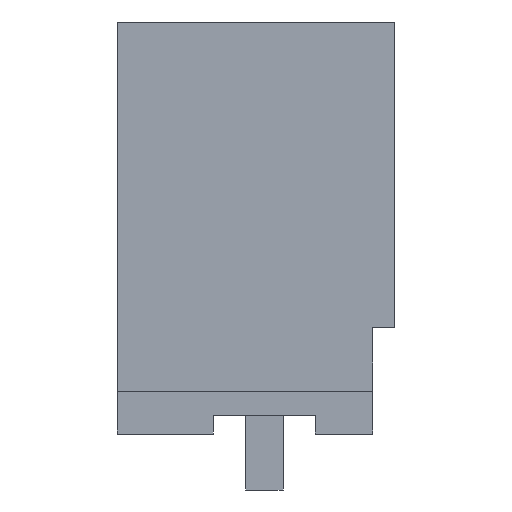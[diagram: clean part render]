
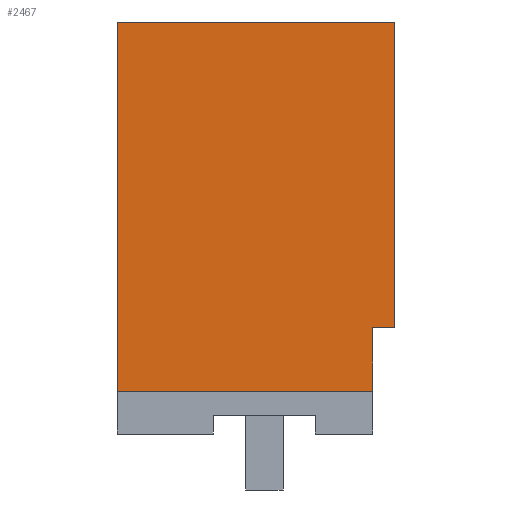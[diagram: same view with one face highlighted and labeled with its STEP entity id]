
A CAD part, left-side view. The second image highlights one B-rep face of the part: STEP entity #2467.
In plain terms, the highlighted planar face has unit normal (-1, 0, 0).
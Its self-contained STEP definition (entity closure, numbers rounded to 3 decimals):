
#2438=AXIS2_PLACEMENT_3D('Plane Axis2P3D',#2435,#2436,#2437) ;
#234=CARTESIAN_POINT('Vertex',(0.,7.45,2.65)) ;
#237=CARTESIAN_POINT('Line Origine',(0.,7.45,7.6)) ;
#241=CARTESIAN_POINT('Vertex',(0.,7.45,12.55)) ;
#1791=CARTESIAN_POINT('Vertex',(0.,0.6,4.35)) ;
#1794=CARTESIAN_POINT('Line Origine',(0.,0.6,3.5)) ;
#1798=CARTESIAN_POINT('Vertex',(0.,0.6,2.65)) ;
#2164=CARTESIAN_POINT('Line Origine',(0.,4.025,2.65)) ;
#2435=CARTESIAN_POINT('Axis2P3D Location',(0.,7.45,12.55)) ;
#2440=CARTESIAN_POINT('Line Origine',(0.,0.,8.45)) ;
#2444=CARTESIAN_POINT('Vertex',(0.,0.,12.55)) ;
#2446=CARTESIAN_POINT('Vertex',(0.,0.,4.35)) ;
#2449=CARTESIAN_POINT('Line Origine',(0.,3.725,12.55)) ;
#2454=CARTESIAN_POINT('Line Origine',(0.,0.3,4.35)) ;
#238=DIRECTION('Vector Direction',(0.,0.,-1.)) ;
#1795=DIRECTION('Vector Direction',(0.,0.,1.)) ;
#2165=DIRECTION('Vector Direction',(0.,-1.,0.)) ;
#2436=DIRECTION('Axis2P3D Direction',(-1.,0.,0.)) ;
#2437=DIRECTION('Axis2P3D XDirection',(0.,0.,1.)) ;
#2441=DIRECTION('Vector Direction',(0.,0.,-1.)) ;
#2450=DIRECTION('Vector Direction',(0.,-1.,0.)) ;
#2455=DIRECTION('Vector Direction',(0.,1.,0.)) ;
#239=VECTOR('Line Direction',#238,1.) ;
#1796=VECTOR('Line Direction',#1795,1.) ;
#2166=VECTOR('Line Direction',#2165,1.) ;
#2442=VECTOR('Line Direction',#2441,1.) ;
#2451=VECTOR('Line Direction',#2450,1.) ;
#2456=VECTOR('Line Direction',#2455,1.) ;
#2460=ORIENTED_EDGE('',*,*,#2448,.F.) ;
#2461=ORIENTED_EDGE('',*,*,#2453,.F.) ;
#2462=ORIENTED_EDGE('',*,*,#243,.T.) ;
#2463=ORIENTED_EDGE('',*,*,#2168,.T.) ;
#2464=ORIENTED_EDGE('',*,*,#1800,.T.) ;
#2465=ORIENTED_EDGE('',*,*,#2458,.F.) ;
#2467=ADVANCED_FACE('HOUSING',(#2466),#2439,.T.) ;
#243=EDGE_CURVE('',#242,#235,#240,.T.) ;
#1800=EDGE_CURVE('',#1799,#1792,#1797,.T.) ;
#2168=EDGE_CURVE('',#235,#1799,#2167,.T.) ;
#2448=EDGE_CURVE('',#2445,#2447,#2443,.T.) ;
#2453=EDGE_CURVE('',#242,#2445,#2452,.T.) ;
#2458=EDGE_CURVE('',#2447,#1792,#2457,.T.) ;
#2459=EDGE_LOOP('',(#2460,#2461,#2462,#2463,#2464,#2465)) ;
#2466=FACE_OUTER_BOUND('',#2459,.T.) ;
#240=LINE('Line',#237,#239) ;
#1797=LINE('Line',#1794,#1796) ;
#2167=LINE('Line',#2164,#2166) ;
#2443=LINE('Line',#2440,#2442) ;
#2452=LINE('Line',#2449,#2451) ;
#2457=LINE('Line',#2454,#2456) ;
#2439=PLANE('',#2438) ;
#235=VERTEX_POINT('',#234) ;
#242=VERTEX_POINT('',#241) ;
#1792=VERTEX_POINT('',#1791) ;
#1799=VERTEX_POINT('',#1798) ;
#2445=VERTEX_POINT('',#2444) ;
#2447=VERTEX_POINT('',#2446) ;
